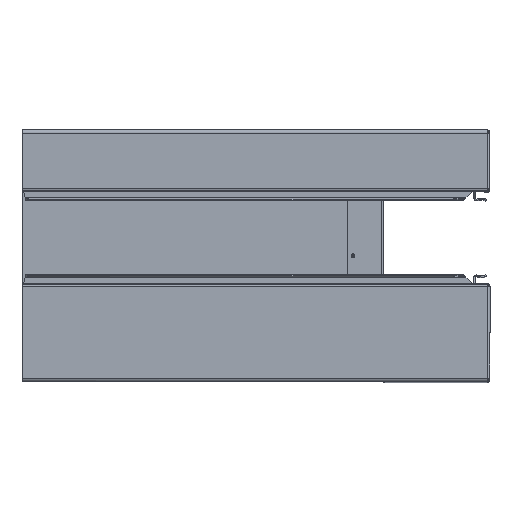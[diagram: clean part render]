
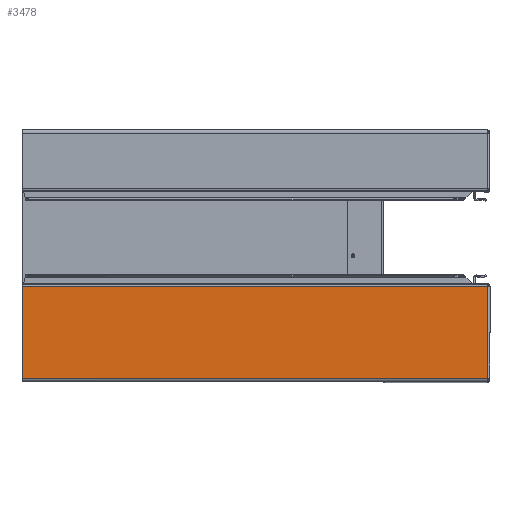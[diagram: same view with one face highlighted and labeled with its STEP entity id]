
A CAD part, top view. The second image highlights one B-rep face of the part: STEP entity #3478.
In plain terms, the highlighted planar face has unit normal (0, 0, 1).
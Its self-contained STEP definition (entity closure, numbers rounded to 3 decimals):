
#188 = LINE ( 'NONE', #8140, #2007 ) ;
#244 = VERTEX_POINT ( 'NONE', #8776 ) ;
#479 = EDGE_CURVE ( 'NONE', #2471, #244, #188, .T. ) ;
#804 = AXIS2_PLACEMENT_3D ( 'NONE', #4995, #7736, #3658 ) ;
#825 = DIRECTION ( 'NONE',  ( 0., 1., 0. ) ) ;
#832 = LINE ( 'NONE', #5566, #4016 ) ;
#936 = PLANE ( 'NONE',  #804 ) ;
#1610 = ORIENTED_EDGE ( 'NONE', *, *, #6007, .T. ) ;
#1821 = VERTEX_POINT ( 'NONE', #8323 ) ;
#2007 = VECTOR ( 'NONE', #5691, 1000. ) ;
#2184 = DIRECTION ( 'NONE',  ( -1., 0., 0. ) ) ;
#2324 = VECTOR ( 'NONE', #825, 1000. ) ;
#2357 = EDGE_CURVE ( 'NONE', #1821, #6295, #7563, .T. ) ;
#2471 = VERTEX_POINT ( 'NONE', #6437 ) ;
#2544 = FACE_OUTER_BOUND ( 'NONE', #7618, .T. ) ;
#2925 = DIRECTION ( 'NONE',  ( 1., 0., 0. ) ) ;
#3059 = ORIENTED_EDGE ( 'NONE', *, *, #8681, .F. ) ;
#3159 = DIRECTION ( 'NONE',  ( 1., 0., 0. ) ) ;
#3478 = ADVANCED_FACE ( 'NONE', ( #2544 ), #936, .T. ) ;
#3658 = DIRECTION ( 'NONE',  ( 0., 1., 0. ) ) ;
#4016 = VECTOR ( 'NONE', #7508, 1000. ) ;
#4315 = EDGE_CURVE ( 'NONE', #7441, #5894, #8062, .T. ) ;
#4341 = LINE ( 'NONE', #6950, #2324 ) ;
#4442 = VECTOR ( 'NONE', #2184, 1000. ) ;
#4995 = CARTESIAN_POINT ( 'NONE',  ( -299.525, -117., 1.025 ) ) ;
#5429 = LINE ( 'NONE', #6564, #7468 ) ;
#5536 = ORIENTED_EDGE ( 'NONE', *, *, #2357, .F. ) ;
#5562 = CARTESIAN_POINT ( 'NONE',  ( 87.625, -117., 1.025 ) ) ;
#5566 = CARTESIAN_POINT ( 'NONE',  ( -299.525, -40.45, 1.025 ) ) ;
#5608 = ORIENTED_EDGE ( 'NONE', *, *, #479, .T. ) ;
#5691 = DIRECTION ( 'NONE',  ( 0., -1., 0. ) ) ;
#5736 = VECTOR ( 'NONE', #2925, 1000. ) ;
#5774 = ORIENTED_EDGE ( 'NONE', *, *, #4315, .F. ) ;
#5894 = VERTEX_POINT ( 'NONE', #8491 ) ;
#6007 = EDGE_CURVE ( 'NONE', #244, #5894, #5429, .T. ) ;
#6295 = VERTEX_POINT ( 'NONE', #8431 ) ;
#6322 = CARTESIAN_POINT ( 'NONE',  ( 87.625, -40.45, 1.025 ) ) ;
#6390 = CARTESIAN_POINT ( 'NONE',  ( 87.65, -117., 1.025 ) ) ;
#6437 = CARTESIAN_POINT ( 'NONE',  ( -299.525, -40.45, 1.025 ) ) ;
#6564 = CARTESIAN_POINT ( 'NONE',  ( -299.525, -117., 1.025 ) ) ;
#6950 = CARTESIAN_POINT ( 'NONE',  ( 87.65, -117., 1.025 ) ) ;
#7441 = VERTEX_POINT ( 'NONE', #6390 ) ;
#7468 = VECTOR ( 'NONE', #3159, 1000. ) ;
#7508 = DIRECTION ( 'NONE',  ( 1., 0., 0. ) ) ;
#7563 = LINE ( 'NONE', #6322, #5736 ) ;
#7618 = EDGE_LOOP ( 'NONE', ( #5774, #7628, #5536, #3059, #5608, #1610 ) ) ;
#7628 = ORIENTED_EDGE ( 'NONE', *, *, #7895, .T. ) ;
#7736 = DIRECTION ( 'NONE',  ( 0., 0., 1. ) ) ;
#7895 = EDGE_CURVE ( 'NONE', #7441, #6295, #4341, .T. ) ;
#8062 = LINE ( 'NONE', #5562, #4442 ) ;
#8140 = CARTESIAN_POINT ( 'NONE',  ( -299.525, -117., 1.025 ) ) ;
#8323 = CARTESIAN_POINT ( 'NONE',  ( 87.625, -40.45, 1.025 ) ) ;
#8431 = CARTESIAN_POINT ( 'NONE',  ( 87.65, -40.45, 1.025 ) ) ;
#8491 = CARTESIAN_POINT ( 'NONE',  ( 87.625, -117., 1.025 ) ) ;
#8681 = EDGE_CURVE ( 'NONE', #2471, #1821, #832, .T. ) ;
#8776 = CARTESIAN_POINT ( 'NONE',  ( -299.525, -117., 1.025 ) ) ;
